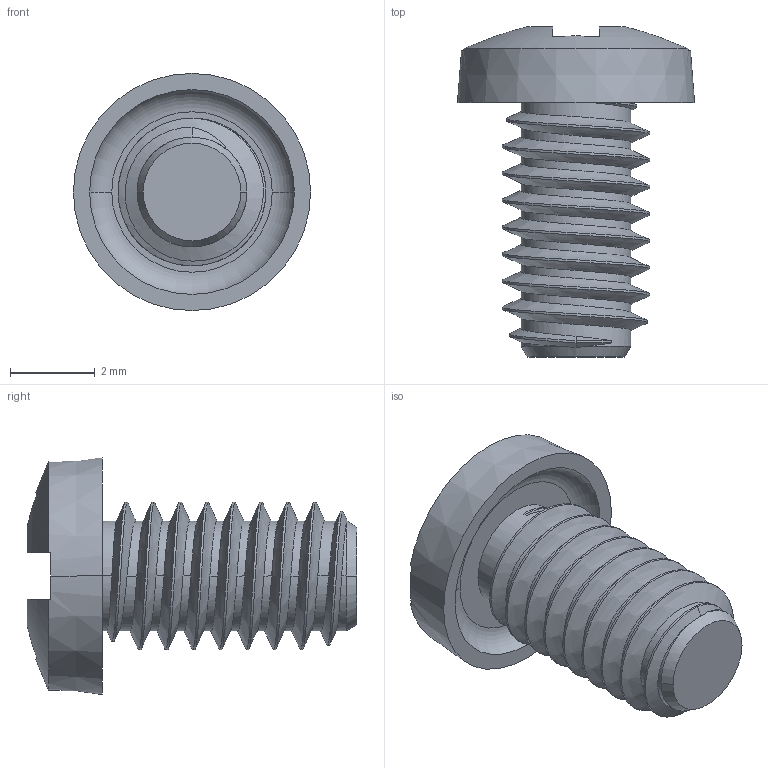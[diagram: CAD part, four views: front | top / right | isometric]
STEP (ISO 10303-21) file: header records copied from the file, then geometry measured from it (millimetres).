
FILE_DESCRIPTION (( 'STEP AP214' ), '1' );
FILE_NAME ('9191-2.STEP', '2013-03-15T19:53:21', ( 'Richard Maletta' ), ( '' ), 'SwSTEP 2.0', 'SolidWorks 2009', '' );
FILE_SCHEMA (( 'AUTOMOTIVE_DESIGN' ));
Length unit declared in the file: inch
Products named in the file (1): 9191-2
Bounding box: 5.59 x 7.77 x 5.59 mm (x, y, z)
Volume: 63 mm3; surface area: 191.3 mm2
Topology: 1 solids, 1 shells, 61 faces, 165 edges, 107 vertices
Faces by surface type: cylinder 22, plane 20, cone 10, bspline 5, torus 4
Entity records: 5218 total; most frequent: CARTESIAN_POINT 3059, ORIENTED_EDGE 326, DIRECTION 240, EDGE_CURVE 163, VERTEX_POINT 107, AXIS2_PLACEMENT_3D 87, B_SPLINE_CURVE_WITH_KNOTS 67, LINE 66
